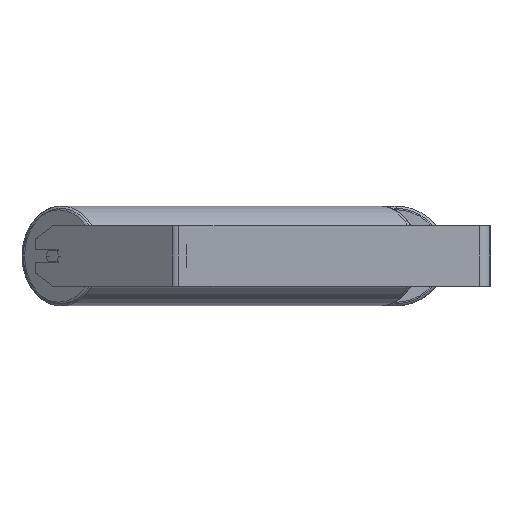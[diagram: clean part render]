
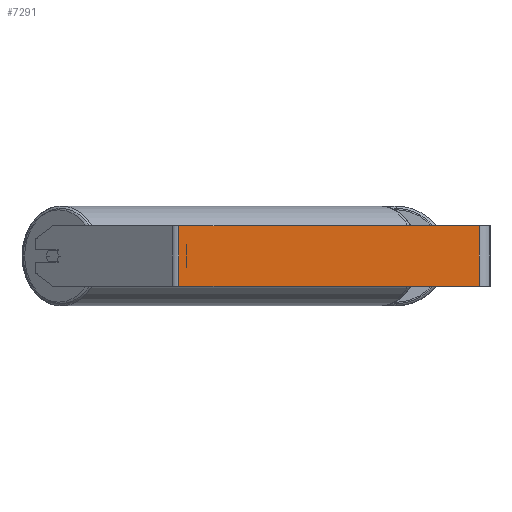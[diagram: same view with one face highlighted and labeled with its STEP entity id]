
A CAD part, left-side view. The second image highlights one B-rep face of the part: STEP entity #7291.
In plain terms, the highlighted planar face has unit normal (-1, 0, 0).
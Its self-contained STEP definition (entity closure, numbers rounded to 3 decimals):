
#53 = CARTESIAN_POINT ( 'NONE',  ( -1045., 414.026, 40. ) ) ;
#425 = AXIS2_PLACEMENT_3D ( 'NONE', #3451, #2178, #2718 ) ;
#991 = VECTOR ( 'NONE', #6769, 1000. ) ;
#1371 = VERTEX_POINT ( 'NONE', #8465 ) ;
#1415 = LINE ( 'NONE', #53, #4374 ) ;
#1502 = PLANE ( 'NONE',  #425 ) ;
#1507 = ORIENTED_EDGE ( 'NONE', *, *, #7259, .T. ) ;
#2178 = DIRECTION ( 'NONE',  ( 1., 0., 0. ) ) ;
#2425 = EDGE_CURVE ( 'NONE', #1371, #4911, #2673, .T. ) ;
#2472 = CARTESIAN_POINT ( 'NONE',  ( -1045., 419.121, 40. ) ) ;
#2520 = DIRECTION ( 'NONE',  ( 0., -1., 0. ) ) ;
#2673 = LINE ( 'NONE', #7310, #4322 ) ;
#2718 = DIRECTION ( 'NONE',  ( 0., 0., -1. ) ) ;
#2889 = DIRECTION ( 'NONE',  ( 0., 0., -1. ) ) ;
#3222 = CARTESIAN_POINT ( 'NONE',  ( -1045., 14., -40. ) ) ;
#3413 = LINE ( 'NONE', #7482, #991 ) ;
#3451 = CARTESIAN_POINT ( 'NONE',  ( -1045., 419.121, 40. ) ) ;
#4139 = VERTEX_POINT ( 'NONE', #4462 ) ;
#4188 = FACE_OUTER_BOUND ( 'NONE', #5076, .T. ) ;
#4264 = ORIENTED_EDGE ( 'NONE', *, *, #2425, .T. ) ;
#4322 = VECTOR ( 'NONE', #7442, 1000. ) ;
#4374 = VECTOR ( 'NONE', #2889, 1000. ) ;
#4462 = CARTESIAN_POINT ( 'NONE',  ( -1045., 414.026, 40. ) ) ;
#4500 = VECTOR ( 'NONE', #2520, 1000. ) ;
#4790 = EDGE_CURVE ( 'NONE', #4139, #6790, #8541, .T. ) ;
#4911 = VERTEX_POINT ( 'NONE', #3222 ) ;
#5076 = EDGE_LOOP ( 'NONE', ( #4264, #5956, #5979, #1507 ) ) ;
#5956 = ORIENTED_EDGE ( 'NONE', *, *, #7233, .F. ) ;
#5979 = ORIENTED_EDGE ( 'NONE', *, *, #4790, .F. ) ;
#6026 = CARTESIAN_POINT ( 'NONE',  ( -1045., 14., 40. ) ) ;
#6769 = DIRECTION ( 'NONE',  ( 0., 0., -1. ) ) ;
#6790 = VERTEX_POINT ( 'NONE', #6026 ) ;
#7233 = EDGE_CURVE ( 'NONE', #6790, #4911, #3413, .T. ) ;
#7259 = EDGE_CURVE ( 'NONE', #4139, #1371, #1415, .T. ) ;
#7291 = ADVANCED_FACE ( 'NONE', ( #4188 ), #1502, .F. ) ;
#7310 = CARTESIAN_POINT ( 'NONE',  ( -1045., 419.121, -40. ) ) ;
#7442 = DIRECTION ( 'NONE',  ( 0., -1., 0. ) ) ;
#7482 = CARTESIAN_POINT ( 'NONE',  ( -1045., 14., 40. ) ) ;
#8465 = CARTESIAN_POINT ( 'NONE',  ( -1045., 414.026, -40. ) ) ;
#8541 = LINE ( 'NONE', #2472, #4500 ) ;
